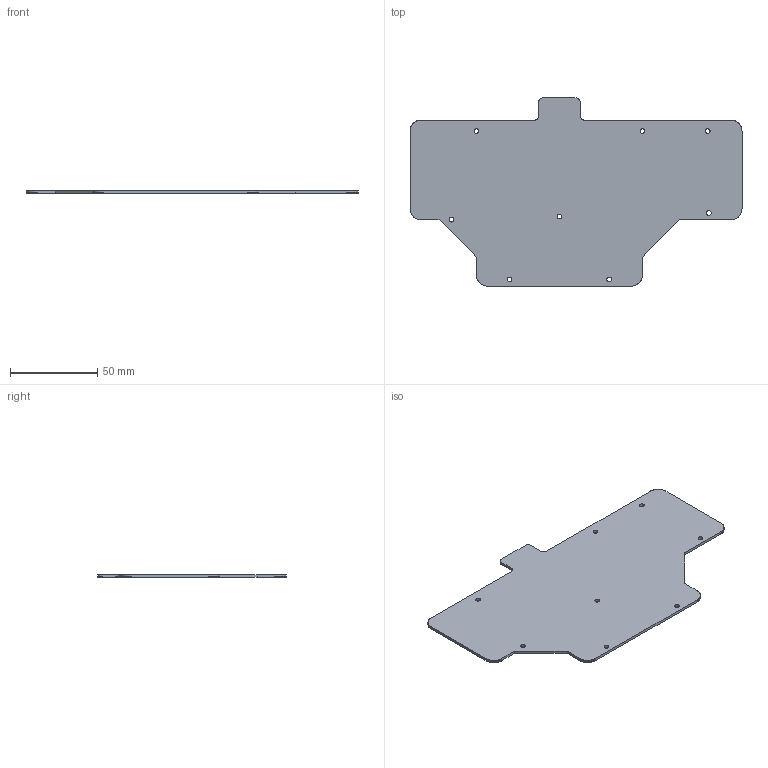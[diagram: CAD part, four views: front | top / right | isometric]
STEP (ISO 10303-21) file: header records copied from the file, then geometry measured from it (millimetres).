
FILE_DESCRIPTION(('KiCad electronic assembly'),'2;1');
FILE_NAME('Peridot Steno.step','2023-03-05T08:50:10',('Pcbnew'),('Kicad' ),'Open CASCADE STEP processor 7.6','KiCad to STEP converter', 'Unknown');
FILE_SCHEMA(('AUTOMOTIVE_DESIGN { 1 0 10303 214 1 1 1 1 }'));
Length unit declared in the file: millimetre
Products named in the file (2): Peridot Steno 1; PCB
Assembly tree (1 placements, depth 2):
  Peridot Steno 1
    PCB
Bounding box: 190.5 x 107.95 x 1.58 mm (x, y, z)
Volume: 23984.2 mm3; surface area: 31338.1 mm2
Topology: 1 solids, 1 shells, 192 faces, 570 edges, 380 vertices
Faces by surface type: plane 184, cylinder 8
Full cylindrical faces by diameter (mm): 2.7 x8
Entity records: 13847 total; most frequent: CARTESIAN_POINT 2380, DIRECTION 2098, LINE 1678, VECTOR 1678, ORIENTED_EDGE 1140, PCURVE 1140, DEFINITIONAL_REPRESENTATION 1140, EDGE_CURVE 570
